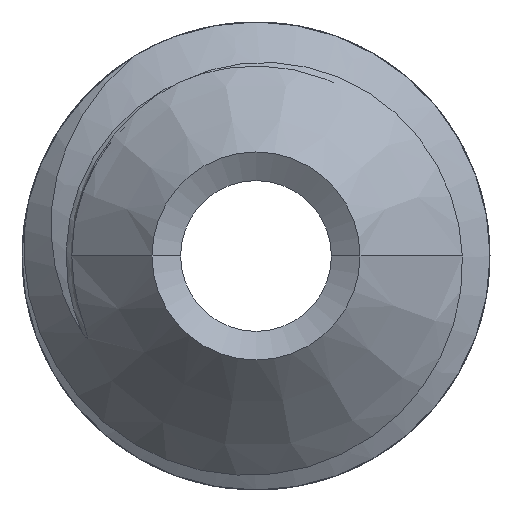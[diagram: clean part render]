
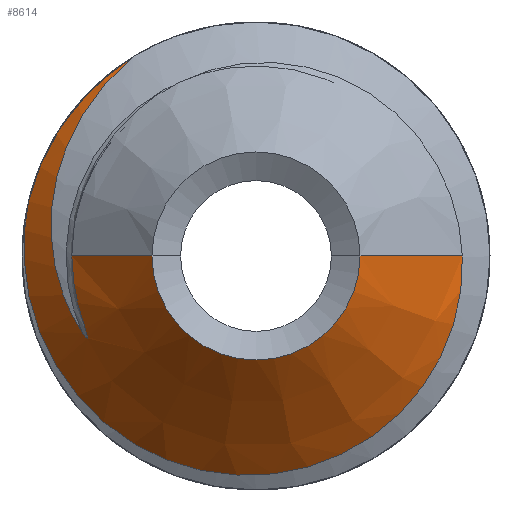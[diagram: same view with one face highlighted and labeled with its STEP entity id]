
A CAD part, left-side view. The second image highlights one B-rep face of the part: STEP entity #8614.
In plain terms, the highlighted conical face has half-angle 45 degrees and reference radius 0.826 mm.
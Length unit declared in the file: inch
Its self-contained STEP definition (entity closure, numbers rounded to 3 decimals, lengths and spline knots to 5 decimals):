
#2972=CARTESIAN_POINT('',(0.025,0.,0.));
#2973=DIRECTION('',(1.,0.,0.));
#2974=DIRECTION('',(0.,0.972,0.233));
#2975=AXIS2_PLACEMENT_3D('',#2972,#2973,#2974);
#4163=CARTESIAN_POINT('',(0.01968,-0.03968,0.));
#4164=CARTESIAN_POINT('',(0.01978,-0.03978,
-0.00267));
#4165=CARTESIAN_POINT('',(0.01999,-0.03945,
-0.00805));
#4166=CARTESIAN_POINT('',(0.02031,-0.03734,
-0.0159));
#4167=CARTESIAN_POINT('',(0.02063,-0.03368,
-0.02321));
#4168=CARTESIAN_POINT('',(0.02094,-0.0286,
-0.02968));
#4169=CARTESIAN_POINT('',(0.02126,-0.0223,
-0.03504));
#4170=CARTESIAN_POINT('',(0.02157,-0.01502,
-0.03906));
#4171=CARTESIAN_POINT('',(0.02189,-0.00703,
-0.04158));
#4172=CARTESIAN_POINT('',(0.0222,0.00133,
-0.04246));
#4173=CARTESIAN_POINT('',(0.02252,0.00976,
-0.04167));
#4174=CARTESIAN_POINT('',(0.02283,0.0179,
-0.03922));
#4175=CARTESIAN_POINT('',(0.02314,0.02545,
-0.03518));
#4176=CARTESIAN_POINT('',(0.02345,0.03209,
-0.02972));
#4177=CARTESIAN_POINT('',(0.02376,0.03755,
-0.02302));
#4178=CARTESIAN_POINT('',(0.02407,0.04162,
-0.01534));
#4179=CARTESIAN_POINT('',(0.02438,0.04412,
-0.00696));
#4180=CARTESIAN_POINT('',(0.02469,0.04494,
0.00178));
#4181=CARTESIAN_POINT('',(0.0249,0.04434,
0.00763));
#4182=CARTESIAN_POINT('',(0.025,0.04376,0.01051));
#4184=CARTESIAN_POINT('',(0.025,0.02351,0.03837));
#4185=CARTESIAN_POINT('',(0.02466,0.02558,
0.0367));
#4186=CARTESIAN_POINT('',(0.02396,0.02938,
0.03302));
#4187=CARTESIAN_POINT('',(0.02292,0.03391,
0.02668));
#4188=CARTESIAN_POINT('',(0.02188,0.03718,
0.01975));
#4189=CARTESIAN_POINT('',(0.02082,0.03909,
0.01249));
#4190=CARTESIAN_POINT('',(0.01976,0.03965,
0.00515));
#4191=CARTESIAN_POINT('',(0.0187,0.03886,
-0.00203));
#4192=CARTESIAN_POINT('',(0.01762,0.0368,
-0.00879));
#4193=CARTESIAN_POINT('',(0.0169,0.03466,
-0.01288));
#4194=CARTESIAN_POINT('',(0.01654,0.03342,
-0.01478));
#4196=CARTESIAN_POINT('',(0.,0.,0.));
#4197=DIRECTION('',(-1.,0.,0.));
#4198=DIRECTION('',(0.,1.,0.));
#4199=AXIS2_PLACEMENT_3D('',#4196,#4197,#4198);
#4979=CARTESIAN_POINT('',(0.01654,0.03342,
-0.01478));
#4980=CARTESIAN_POINT('',(0.01653,0.03338,
-0.01484));
#4981=CARTESIAN_POINT('',(0.01651,0.0333,
-0.01496));
#4982=CARTESIAN_POINT('',(0.01647,0.03319,
-0.01512));
#4983=CARTESIAN_POINT('',(0.01644,0.03309,
-0.01527));
#4984=CARTESIAN_POINT('',(0.01641,0.03299,
-0.0154));
#4985=CARTESIAN_POINT('',(0.01637,0.0329,
-0.01552));
#4986=CARTESIAN_POINT('',(0.01634,0.03281,
-0.01563));
#4987=CARTESIAN_POINT('',(0.0163,0.03272,
-0.01573));
#4988=CARTESIAN_POINT('',(0.01626,0.03263,
-0.01582));
#4989=CARTESIAN_POINT('',(0.01622,0.03254,
-0.01589));
#4990=CARTESIAN_POINT('',(0.01617,0.03246,
-0.01595));
#4991=CARTESIAN_POINT('',(0.0161,0.03238,
-0.01596));
#4992=CARTESIAN_POINT('',(0.01602,0.03233,
-0.01588));
#4993=CARTESIAN_POINT('',(0.01598,0.03233,
-0.01578));
#4994=CARTESIAN_POINT('',(0.01594,0.03235,
-0.01567));
#4995=CARTESIAN_POINT('',(0.01591,0.03237,
-0.01555));
#4996=CARTESIAN_POINT('',(0.01588,0.0324,
-0.0154));
#4997=CARTESIAN_POINT('',(0.01585,0.03244,
-0.01525));
#4998=CARTESIAN_POINT('',(0.01582,0.03249,
-0.01508));
#4999=CARTESIAN_POINT('',(0.01579,0.03254,
-0.01491));
#5000=CARTESIAN_POINT('',(0.01577,0.0326,
-0.01474));
#5001=CARTESIAN_POINT('',(0.01575,0.03265,
-0.01458));
#5002=CARTESIAN_POINT('',(0.01574,0.0327,
-0.01442));
#5003=CARTESIAN_POINT('',(0.01572,0.03275,
-0.01426));
#5004=CARTESIAN_POINT('',(0.01571,0.0328,
-0.01411));
#5005=CARTESIAN_POINT('',(0.01569,0.03285,
-0.01395));
#5006=CARTESIAN_POINT('',(0.01568,0.03291,
-0.01378));
#5007=CARTESIAN_POINT('',(0.01566,0.03297,
-0.01361));
#5008=CARTESIAN_POINT('',(0.01565,0.03303,
-0.01342));
#5009=CARTESIAN_POINT('',(0.01564,0.03309,
-0.01322));
#5010=CARTESIAN_POINT('',(0.01562,0.03316,
-0.01301));
#5011=CARTESIAN_POINT('',(0.01561,0.03324,
-0.01277));
#5012=CARTESIAN_POINT('',(0.01559,0.03333,
-0.0125));
#5013=CARTESIAN_POINT('',(0.01558,0.03342,
-0.01222));
#5014=CARTESIAN_POINT('',(0.01556,0.03351,
-0.0119));
#5015=CARTESIAN_POINT('',(0.01555,0.03362,
-0.01155));
#5016=CARTESIAN_POINT('',(0.01553,0.03373,
-0.01117));
#5017=CARTESIAN_POINT('',(0.01552,0.03386,
-0.01074));
#5018=CARTESIAN_POINT('',(0.0155,0.03398,
-0.01028));
#5019=CARTESIAN_POINT('',(0.01549,0.03412,
-0.00977));
#5020=CARTESIAN_POINT('',(0.01548,0.03426,
-0.00922));
#5021=CARTESIAN_POINT('',(0.01546,0.0344,
-0.00861));
#5022=CARTESIAN_POINT('',(0.01545,0.03455,
-0.00795));
#5023=CARTESIAN_POINT('',(0.01544,0.0347,
-0.00723));
#5024=CARTESIAN_POINT('',(0.01543,0.03484,
-0.00645));
#5025=CARTESIAN_POINT('',(0.01542,0.03498,
-0.0056));
#5026=CARTESIAN_POINT('',(0.01542,0.03511,
-0.00467));
#5027=CARTESIAN_POINT('',(0.01542,0.03523,
-0.00365));
#5028=CARTESIAN_POINT('',(0.01541,0.03533,
-0.00254));
#5029=CARTESIAN_POINT('',(0.01542,0.0354,
-0.00133));
#5030=CARTESIAN_POINT('',(0.01542,0.03542,
-0.00045));
#5031=CARTESIAN_POINT('',(0.01542,0.03542,0.));
#5140=DIRECTION('',(0.707,0.707,0.));
#5141=VECTOR('',#5140,0.02181);
#5142=CARTESIAN_POINT('',(0.,0.02,0.));
#5143=LINE('',#5142,#5141);
#5144=DIRECTION('',(0.707,-0.707,0.));
#5145=VECTOR('',#5144,0.02783);
#5146=CARTESIAN_POINT('',(0.,-0.02,0.));
#5147=LINE('',#5146,#5145);
#5477=CARTESIAN_POINT('',(0.,0.02,0.));
#5478=CARTESIAN_POINT('',(0.01542,0.03542,0.));
#5479=VERTEX_POINT('',#5477);
#5480=VERTEX_POINT('',#5478);
#5481=CARTESIAN_POINT('',(0.,-0.02,0.));
#5482=CARTESIAN_POINT('',(0.01968,-0.03968,0.));
#5483=VERTEX_POINT('',#5481);
#5484=VERTEX_POINT('',#5482);
#5517=CARTESIAN_POINT('',(0.025,0.04376,0.01051));
#5518=CARTESIAN_POINT('',(0.025,0.02351,0.03837));
#5519=VERTEX_POINT('',#5517);
#5520=VERTEX_POINT('',#5518);
#5551=VERTEX_POINT('',#4979);
#8595=CARTESIAN_POINT('',(0.0125,0.,0.));
#8596=DIRECTION('',(1.,0.,0.));
#8597=DIRECTION('',(0.,-1.,0.));
#8598=AXIS2_PLACEMENT_3D('',#8595,#8596,#8597);
#8599=CONICAL_SURFACE('',#8598,0.0325,45.);
#8600=ORIENTED_EDGE('',*,*,#8582,.T.);
#8601=ORIENTED_EDGE('',*,*,#6808,.T.);
#8603=ORIENTED_EDGE('',*,*,#8602,.T.);
#8605=ORIENTED_EDGE('',*,*,#8604,.T.);
#8607=ORIENTED_EDGE('',*,*,#8606,.F.);
#8609=ORIENTED_EDGE('',*,*,#8608,.T.);
#8611=ORIENTED_EDGE('',*,*,#8610,.T.);
#8612=EDGE_LOOP('',(#8600,#8601,#8603,#8605,#8607,#8609,#8611));
#8613=FACE_OUTER_BOUND('',#8612,.F.);
#2976=CIRCLE('',#2975,0.045);
#4183=B_SPLINE_CURVE_WITH_KNOTS('',3,(#4163,#4164,#4165,#4166,#4167,#4168,#4169,
#4170,#4171,#4172,#4173,#4174,#4175,#4176,#4177,#4178,#4179,#4180,#4181,#4182),
.UNSPECIFIED.,.F.,.F.,(4,1,1,1,1,1,1,1,1,1,1,1,1,1,1,1,1,4),(0.,
0.05882,0.11765,0.17647,0.23529,
0.29412,0.35294,0.41176,0.47059,
0.52941,0.58824,0.64706,0.70588,
0.76471,0.82353,0.88235,0.94118,1.),
.UNSPECIFIED.);
#4195=B_SPLINE_CURVE_WITH_KNOTS('',3,(#4184,#4185,#4186,#4187,#4188,#4189,#4190,
#4191,#4192,#4193,#4194),.UNSPECIFIED.,.F.,.F.,(4,1,1,1,1,1,1,1,4),(0.,
0.125,0.25,0.375,0.5,0.625,0.75,0.875,1.),.UNSPECIFIED.);
#4200=CIRCLE('',#4199,0.02);
#5032=B_SPLINE_CURVE_WITH_KNOTS('',3,(#4979,#4980,#4981,#4982,#4983,#4984,#4985,
#4986,#4987,#4988,#4989,#4990,#4991,#4992,#4993,#4994,#4995,#4996,#4997,#4998,
#4999,#5000,#5001,#5002,#5003,#5004,#5005,#5006,#5007,#5008,#5009,#5010,#5011,
#5012,#5013,#5014,#5015,#5016,#5017,#5018,#5019,#5020,#5021,#5022,#5023,#5024,
#5025,#5026,#5027,#5028,#5029,#5030,#5031),.UNSPECIFIED.,.F.,.F.,(4,1,1,1,1,1,1,
1,1,1,1,1,1,1,1,1,1,1,1,1,1,1,1,1,1,1,1,1,1,1,1,1,1,1,1,1,1,1,1,1,1,1,1,1,1,1,1,
1,1,1,4),(0.,0.02,0.04,0.06,0.08,0.1,0.12,0.14,0.16,0.18,0.2,
0.22,0.24,0.26,0.28,0.3,0.32,0.34,0.36,0.38,0.4,0.42,
0.44,0.46,0.48,0.5,0.52,0.54,0.56,0.58,0.6,0.62,0.64,
0.66,0.68,0.7,0.72,0.74,0.76,0.78,0.8,0.82,0.84,0.86,
0.88,0.9,0.92,0.94,0.96,0.98,1.),.UNSPECIFIED.);
#6808=EDGE_CURVE('',#5519,#5520,#2976,.T.);
#8582=EDGE_CURVE('',#5484,#5519,#4183,.T.);
#8602=EDGE_CURVE('',#5520,#5551,#4195,.T.);
#8604=EDGE_CURVE('',#5551,#5480,#5032,.T.);
#8606=EDGE_CURVE('',#5479,#5480,#5143,.T.);
#8608=EDGE_CURVE('',#5479,#5483,#4200,.T.);
#8610=EDGE_CURVE('',#5483,#5484,#5147,.T.);
#8614=ADVANCED_FACE('',(#8613),#8599,.T.);
